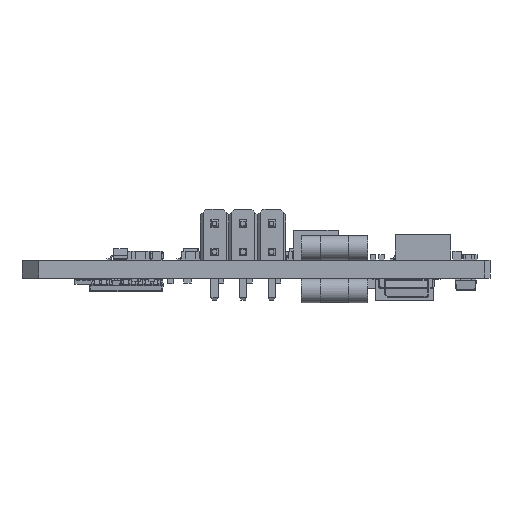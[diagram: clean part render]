
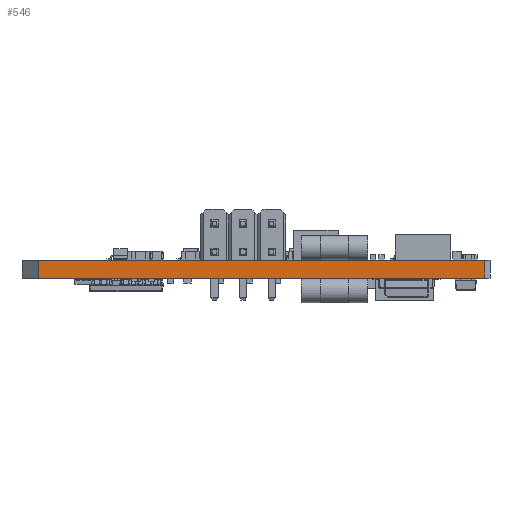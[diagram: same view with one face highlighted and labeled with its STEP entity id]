
A CAD part, left-side view. The second image highlights one B-rep face of the part: STEP entity #546.
In plain terms, the highlighted planar face has unit normal (-1, 0, 0).
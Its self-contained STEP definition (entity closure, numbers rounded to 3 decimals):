
#324 = EDGE_CURVE('',#325,#327,#329,.T.);
#325 = VERTEX_POINT('',#326);
#326 = CARTESIAN_POINT('',(-0.5,0.5,-1.6));
#327 = VERTEX_POINT('',#328);
#328 = CARTESIAN_POINT('',(-0.5,0.5,0.));
#329 = LINE('',#330,#331);
#330 = CARTESIAN_POINT('',(-0.5,0.5,-1.6));
#331 = VECTOR('',#332,1.);
#332 = DIRECTION('',(0.,0.,1.));
#521 = VERTEX_POINT('',#522);
#522 = CARTESIAN_POINT('',(-0.5,40.15,0.));
#528 = EDGE_CURVE('',#529,#521,#531,.T.);
#529 = VERTEX_POINT('',#530);
#530 = CARTESIAN_POINT('',(-0.5,40.15,-1.6));
#531 = LINE('',#532,#533);
#532 = CARTESIAN_POINT('',(-0.5,40.15,-1.6));
#533 = VECTOR('',#534,1.);
#534 = DIRECTION('',(0.,0.,1.));
#546 = ADVANCED_FACE('',(#547),#563,.F.);
#547 = FACE_BOUND('',#548,.F.);
#548 = EDGE_LOOP('',(#549,#550,#556,#557));
#549 = ORIENTED_EDGE('',*,*,#528,.T.);
#550 = ORIENTED_EDGE('',*,*,#551,.T.);
#551 = EDGE_CURVE('',#521,#327,#552,.T.);
#552 = LINE('',#553,#554);
#553 = CARTESIAN_POINT('',(-0.5,40.15,0.));
#554 = VECTOR('',#555,1.);
#555 = DIRECTION('',(0.,-1.,0.));
#556 = ORIENTED_EDGE('',*,*,#324,.F.);
#557 = ORIENTED_EDGE('',*,*,#558,.F.);
#558 = EDGE_CURVE('',#529,#325,#559,.T.);
#559 = LINE('',#560,#561);
#560 = CARTESIAN_POINT('',(-0.5,40.15,-1.6));
#561 = VECTOR('',#562,1.);
#562 = DIRECTION('',(0.,-1.,0.));
#563 = PLANE('',#564);
#564 = AXIS2_PLACEMENT_3D('',#565,#566,#567);
#565 = CARTESIAN_POINT('',(-0.5,40.15,-1.6));
#566 = DIRECTION('',(1.,0.,0.));
#567 = DIRECTION('',(0.,-1.,0.));
